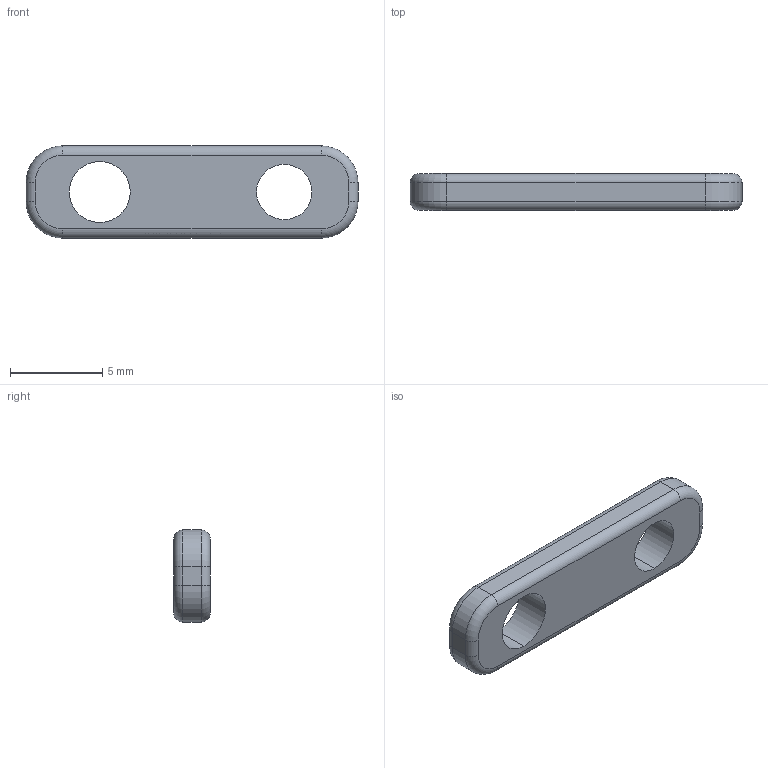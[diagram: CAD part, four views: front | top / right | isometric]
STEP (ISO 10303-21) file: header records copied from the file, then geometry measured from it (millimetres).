
FILE_DESCRIPTION (( 'STEP AP203' ), '1' );
FILE_NAME ('羲裔裝.STEP', '2024-04-11T05:18:30', ( '' ), ( '' ), 'SwSTEP 2.0', 'SolidWorks 2020', '' );
FILE_SCHEMA (( 'CONFIG_CONTROL_DESIGN' ));
Length unit declared in the file: millimetre
Products named in the file (1): 羲裔裝
Bounding box: 18 x 2 x 5 mm (x, y, z)
Volume: 137.4 mm3; surface area: 248.1 mm2
Topology: 1 solids, 1 shells, 30 faces, 68 edges, 40 vertices
Faces by surface type: cylinder 16, torus 8, plane 6
Entity records: 929 total; most frequent: DIRECTION 170, CARTESIAN_POINT 139, ORIENTED_EDGE 136, AXIS2_PLACEMENT_3D 71, EDGE_CURVE 68, CIRCLE 40, VERTEX_POINT 40, EDGE_LOOP 34
